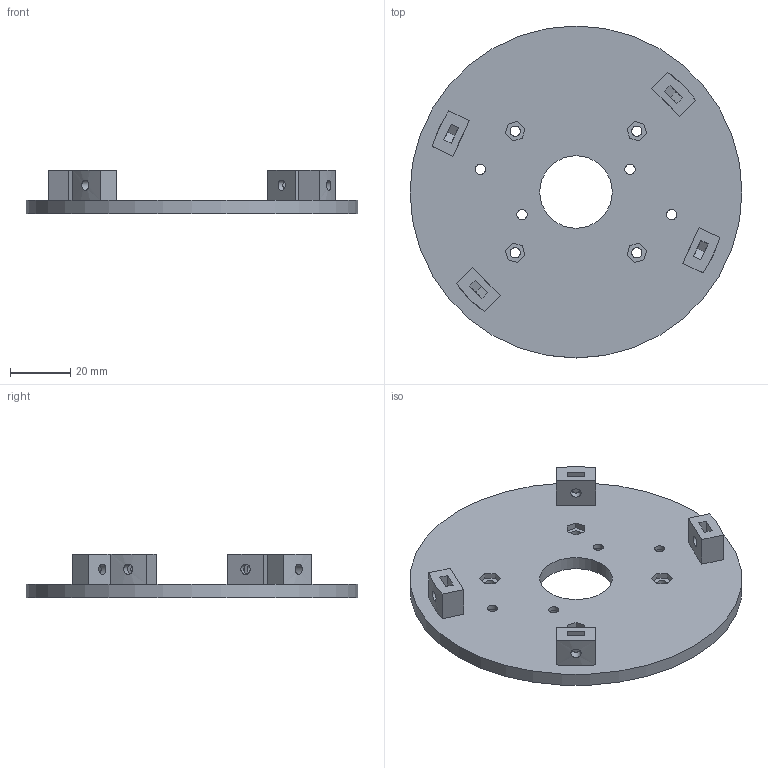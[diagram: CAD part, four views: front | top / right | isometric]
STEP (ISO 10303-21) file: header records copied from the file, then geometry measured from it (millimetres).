
FILE_DESCRIPTION(('FreeCAD Model'),'2;1');
FILE_NAME('Art4BodyBot.step', '2017-01-10T08:56:24',('Author'),(''), 'Open CASCADE STEP processor 6.8','FreeCAD','Unknown');
FILE_SCHEMA(('AUTOMOTIVE_DESIGN_CC2 { 1 2 10303 214 -1 1 5 4 }'));
Length unit declared in the file: millimetre
Products named in the file (2): ASSEMBLY; Art4BodyBot
Assembly tree (1 placements, depth 2):
  ASSEMBLY
    Art4BodyBot
Bounding box: 110 x 110 x 14.5 mm (x, y, z)
Volume: 43436.9 mm3; surface area: 22645.9 mm2
Topology: 1 solids, 1 shells, 100 faces, 258 edges, 176 vertices
Faces by surface type: plane 74, cylinder 26
Full cylindrical faces by diameter (mm): 3.4 x16, 5.9 x4, 24 x1, 110 x1
Entity records: 11167 total; most frequent: CARTESIAN_POINT 6004, DIRECTION 886, LINE 550, VECTOR 550, ORIENTED_EDGE 516, PCURVE 516, DEFINITIONAL_REPRESENTATION 516, EDGE_CURVE 258
